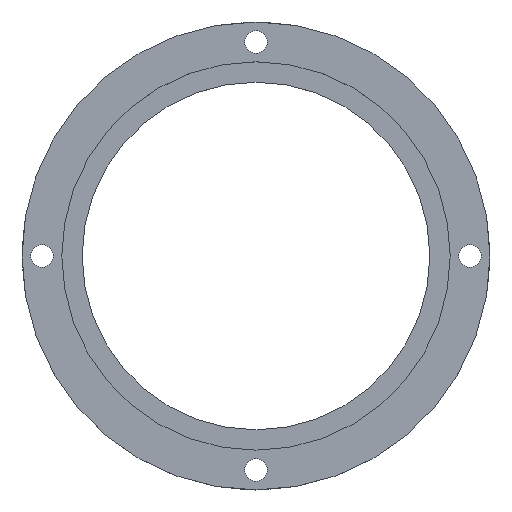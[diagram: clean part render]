
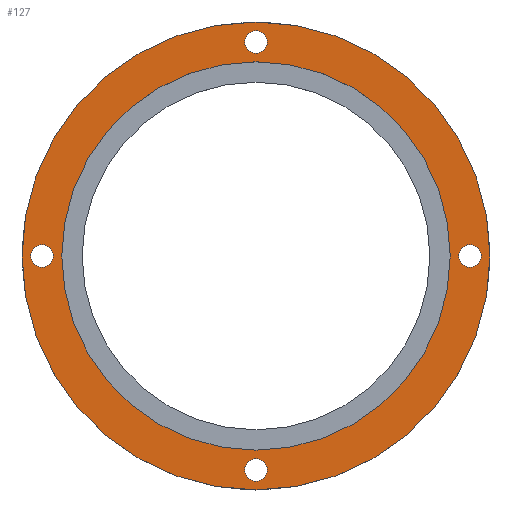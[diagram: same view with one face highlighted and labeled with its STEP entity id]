
A CAD part, top view. The second image highlights one B-rep face of the part: STEP entity #127.
In plain terms, the highlighted planar face has unit normal (0, 0, 1).
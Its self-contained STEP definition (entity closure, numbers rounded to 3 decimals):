
#9 = CARTESIAN_POINT ( 'NONE',  ( -32., 0., -24. ) ) ;
#18 = ORIENTED_EDGE ( 'NONE', *, *, #145, .T. ) ;
#21 = DIRECTION ( 'NONE',  ( -1., 0., 0. ) ) ;
#25 = FACE_BOUND ( 'NONE', #86, .T. ) ;
#31 = CIRCLE ( 'NONE', #1020, 1.7 ) ;
#33 = CARTESIAN_POINT ( 'NONE',  ( -33.7, 0., -24. ) ) ;
#68 = ORIENTED_EDGE ( 'NONE', *, *, #966, .F. ) ;
#84 = DIRECTION ( 'NONE',  ( 0., 0., -1. ) ) ;
#86 = EDGE_LOOP ( 'NONE', ( #977, #141 ) ) ;
#91 = ORIENTED_EDGE ( 'NONE', *, *, #302, .F. ) ;
#116 = CIRCLE ( 'NONE', #773, 29.05 ) ;
#122 = ORIENTED_EDGE ( 'NONE', *, *, #136, .T. ) ;
#124 = FACE_BOUND ( 'NONE', #658, .T. ) ;
#127 = ADVANCED_FACE ( 'NONE', ( #852, #373, #124, #25, #449, #756 ), #615, .T. ) ;
#129 = CARTESIAN_POINT ( 'NONE',  ( -1.7, 32., -24. ) ) ;
#132 = CIRCLE ( 'NONE', #165, 1.7 ) ;
#136 = EDGE_CURVE ( 'NONE', #849, #601, #132, .T. ) ;
#140 = CARTESIAN_POINT ( 'NONE',  ( 0., -32., -24. ) ) ;
#141 = ORIENTED_EDGE ( 'NONE', *, *, #341, .T. ) ;
#145 = EDGE_CURVE ( 'NONE', #582, #713, #675, .T. ) ;
#165 = AXIS2_PLACEMENT_3D ( 'NONE', #1032, #216, #323 ) ;
#189 = CIRCLE ( 'NONE', #221, 1.7 ) ;
#211 = EDGE_CURVE ( 'NONE', #292, #408, #625, .T. ) ;
#216 = DIRECTION ( 'NONE',  ( 0., 0., -1. ) ) ;
#221 = AXIS2_PLACEMENT_3D ( 'NONE', #936, #774, #278 ) ;
#239 = CIRCLE ( 'NONE', #345, 1.7 ) ;
#253 = EDGE_LOOP ( 'NONE', ( #657, #772 ) ) ;
#258 = CARTESIAN_POINT ( 'NONE',  ( 32., 0., -24. ) ) ;
#261 = DIRECTION ( 'NONE',  ( 0., 0., -1. ) ) ;
#263 = CARTESIAN_POINT ( 'NONE',  ( 1.7, 32., -24. ) ) ;
#267 = VERTEX_POINT ( 'NONE', #263 ) ;
#271 = DIRECTION ( 'NONE',  ( 1., 0., 0. ) ) ;
#278 = DIRECTION ( 'NONE',  ( -1., 0., 0. ) ) ;
#292 = VERTEX_POINT ( 'NONE', #924 ) ;
#302 = EDGE_CURVE ( 'NONE', #613, #468, #116, .T. ) ;
#312 = DIRECTION ( 'NONE',  ( 0., 0., 1. ) ) ;
#314 = CARTESIAN_POINT ( 'NONE',  ( -30.3, 0., -24. ) ) ;
#320 = VERTEX_POINT ( 'NONE', #329 ) ;
#323 = DIRECTION ( 'NONE',  ( -1., 0., 0. ) ) ;
#329 = CARTESIAN_POINT ( 'NONE',  ( 33.7, 0., -24. ) ) ;
#341 = EDGE_CURVE ( 'NONE', #267, #670, #1049, .T. ) ;
#342 = DIRECTION ( 'NONE',  ( 0., 0., -1. ) ) ;
#345 = AXIS2_PLACEMENT_3D ( 'NONE', #9, #342, #730 ) ;
#346 = CARTESIAN_POINT ( 'NONE',  ( 32., 0., -24. ) ) ;
#358 = DIRECTION ( 'NONE',  ( -1., 0., 0. ) ) ;
#373 = FACE_BOUND ( 'NONE', #935, .T. ) ;
#383 = CARTESIAN_POINT ( 'NONE',  ( 0., -32., -24. ) ) ;
#384 = CARTESIAN_POINT ( 'NONE',  ( 0., 0., -24. ) ) ;
#408 = VERTEX_POINT ( 'NONE', #930 ) ;
#437 = DIRECTION ( 'NONE',  ( 0., 0., 1. ) ) ;
#439 = AXIS2_PLACEMENT_3D ( 'NONE', #346, #261, #358 ) ;
#443 = DIRECTION ( 'NONE',  ( 0., 0., -1. ) ) ;
#449 = FACE_BOUND ( 'NONE', #951, .T. ) ;
#464 = DIRECTION ( 'NONE',  ( -1., 0., 0. ) ) ;
#468 = VERTEX_POINT ( 'NONE', #561 ) ;
#474 = DIRECTION ( 'NONE',  ( 0., 0., -1. ) ) ;
#536 = EDGE_CURVE ( 'NONE', #1012, #320, #931, .T. ) ;
#537 = DIRECTION ( 'NONE',  ( -1., 0., 0. ) ) ;
#542 = CIRCLE ( 'NONE', #1002, 29.05 ) ;
#556 = CIRCLE ( 'NONE', #576, 1.7 ) ;
#558 = DIRECTION ( 'NONE',  ( 1., 0., 0. ) ) ;
#561 = CARTESIAN_POINT ( 'NONE',  ( 29.05, 0., -24. ) ) ;
#571 = ORIENTED_EDGE ( 'NONE', *, *, #880, .T. ) ;
#576 = AXIS2_PLACEMENT_3D ( 'NONE', #258, #84, #21 ) ;
#578 = EDGE_LOOP ( 'NONE', ( #68, #91 ) ) ;
#582 = VERTEX_POINT ( 'NONE', #668 ) ;
#601 = VERTEX_POINT ( 'NONE', #33 ) ;
#606 = DIRECTION ( 'NONE',  ( 0., 0., 1. ) ) ;
#613 = VERTEX_POINT ( 'NONE', #688 ) ;
#615 = PLANE ( 'NONE',  #759 ) ;
#625 = CIRCLE ( 'NONE', #690, 35. ) ;
#657 = ORIENTED_EDGE ( 'NONE', *, *, #211, .T. ) ;
#658 = EDGE_LOOP ( 'NONE', ( #806, #571 ) ) ;
#662 = EDGE_CURVE ( 'NONE', #408, #292, #1051, .T. ) ;
#666 = CARTESIAN_POINT ( 'NONE',  ( 30.3, 0., -24. ) ) ;
#668 = CARTESIAN_POINT ( 'NONE',  ( 1.7, -32., -24. ) ) ;
#670 = VERTEX_POINT ( 'NONE', #129 ) ;
#671 = CARTESIAN_POINT ( 'NONE',  ( 0., 0., -24. ) ) ;
#675 = CIRCLE ( 'NONE', #844, 1.7 ) ;
#688 = CARTESIAN_POINT ( 'NONE',  ( -29.05, 0., -24. ) ) ;
#690 = AXIS2_PLACEMENT_3D ( 'NONE', #781, #312, #558 ) ;
#713 = VERTEX_POINT ( 'NONE', #1029 ) ;
#724 = AXIS2_PLACEMENT_3D ( 'NONE', #1055, #443, #814 ) ;
#730 = DIRECTION ( 'NONE',  ( -1., 0., 0. ) ) ;
#745 = DIRECTION ( 'NONE',  ( 0., 0., 1. ) ) ;
#756 = FACE_OUTER_BOUND ( 'NONE', #253, .T. ) ;
#759 = AXIS2_PLACEMENT_3D ( 'NONE', #840, #437, #770 ) ;
#770 = DIRECTION ( 'NONE',  ( 1., 0., 0. ) ) ;
#772 = ORIENTED_EDGE ( 'NONE', *, *, #662, .T. ) ;
#773 = AXIS2_PLACEMENT_3D ( 'NONE', #974, #745, #1007 ) ;
#774 = DIRECTION ( 'NONE',  ( 0., 0., -1. ) ) ;
#781 = CARTESIAN_POINT ( 'NONE',  ( 0., 0., -24. ) ) ;
#806 = ORIENTED_EDGE ( 'NONE', *, *, #536, .T. ) ;
#814 = DIRECTION ( 'NONE',  ( -1., 0., 0. ) ) ;
#819 = EDGE_CURVE ( 'NONE', #713, #582, #31, .T. ) ;
#840 = CARTESIAN_POINT ( 'NONE',  ( 0., 0., -24. ) ) ;
#844 = AXIS2_PLACEMENT_3D ( 'NONE', #383, #960, #537 ) ;
#849 = VERTEX_POINT ( 'NONE', #314 ) ;
#852 = FACE_BOUND ( 'NONE', #578, .T. ) ;
#861 = AXIS2_PLACEMENT_3D ( 'NONE', #384, #606, #862 ) ;
#862 = DIRECTION ( 'NONE',  ( 1., 0., 0. ) ) ;
#864 = ORIENTED_EDGE ( 'NONE', *, *, #971, .T. ) ;
#880 = EDGE_CURVE ( 'NONE', #320, #1012, #556, .T. ) ;
#916 = DIRECTION ( 'NONE',  ( 0., 0., 1. ) ) ;
#924 = CARTESIAN_POINT ( 'NONE',  ( 35., 0., -24. ) ) ;
#930 = CARTESIAN_POINT ( 'NONE',  ( -35., 0., -24. ) ) ;
#931 = CIRCLE ( 'NONE', #439, 1.7 ) ;
#935 = EDGE_LOOP ( 'NONE', ( #1017, #18 ) ) ;
#936 = CARTESIAN_POINT ( 'NONE',  ( 0., 32., -24. ) ) ;
#951 = EDGE_LOOP ( 'NONE', ( #864, #122 ) ) ;
#960 = DIRECTION ( 'NONE',  ( 0., 0., -1. ) ) ;
#966 = EDGE_CURVE ( 'NONE', #468, #613, #542, .T. ) ;
#971 = EDGE_CURVE ( 'NONE', #601, #849, #239, .T. ) ;
#974 = CARTESIAN_POINT ( 'NONE',  ( 0., 0., -24. ) ) ;
#977 = ORIENTED_EDGE ( 'NONE', *, *, #1031, .T. ) ;
#1002 = AXIS2_PLACEMENT_3D ( 'NONE', #671, #916, #271 ) ;
#1007 = DIRECTION ( 'NONE',  ( 1., 0., 0. ) ) ;
#1012 = VERTEX_POINT ( 'NONE', #666 ) ;
#1017 = ORIENTED_EDGE ( 'NONE', *, *, #819, .T. ) ;
#1020 = AXIS2_PLACEMENT_3D ( 'NONE', #140, #474, #464 ) ;
#1029 = CARTESIAN_POINT ( 'NONE',  ( -1.7, -32., -24. ) ) ;
#1031 = EDGE_CURVE ( 'NONE', #670, #267, #189, .T. ) ;
#1032 = CARTESIAN_POINT ( 'NONE',  ( -32., 0., -24. ) ) ;
#1049 = CIRCLE ( 'NONE', #724, 1.7 ) ;
#1051 = CIRCLE ( 'NONE', #861, 35. ) ;
#1055 = CARTESIAN_POINT ( 'NONE',  ( 0., 32., -24. ) ) ;
